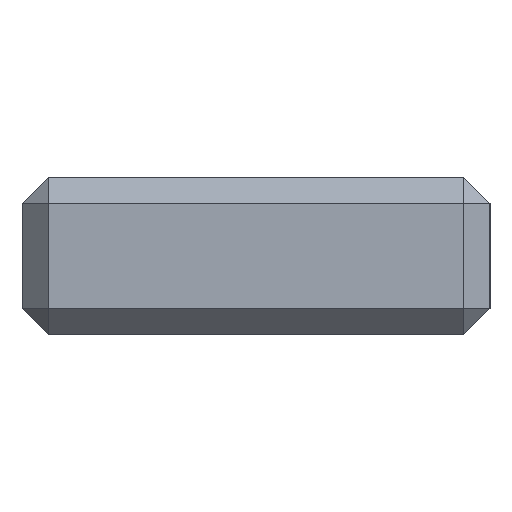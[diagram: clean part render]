
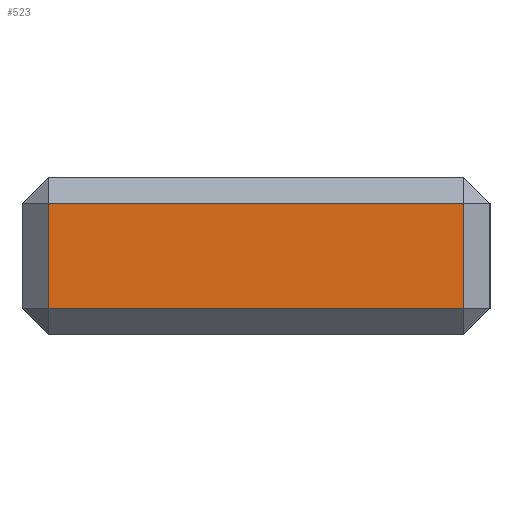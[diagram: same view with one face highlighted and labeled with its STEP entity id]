
A CAD part, left-side view. The second image highlights one B-rep face of the part: STEP entity #523.
In plain terms, the highlighted planar face has unit normal (-1, 0, 0).
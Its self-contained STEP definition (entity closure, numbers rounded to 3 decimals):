
#44 = PLANE('',#45);
#45 = AXIS2_PLACEMENT_3D('',#46,#47,#48);
#46 = CARTESIAN_POINT('',(0.35,-6.25,0.));
#47 = DIRECTION('',(-0.707,0.707,0.));
#48 = DIRECTION('',(-0.,-0.,-1.));
#143 = VERTEX_POINT('',#144);
#144 = CARTESIAN_POINT('',(0.1,-6.5,2.5));
#170 = EDGE_CURVE('',#171,#143,#173,.T.);
#171 = VERTEX_POINT('',#172);
#172 = CARTESIAN_POINT('',(0.1,-6.5,0.5));
#173 = SURFACE_CURVE('',#174,(#178,#185),.PCURVE_S1.);
#174 = LINE('',#175,#176);
#175 = CARTESIAN_POINT('',(0.1,-6.5,0.));
#176 = VECTOR('',#177,1.);
#177 = DIRECTION('',(0.,0.,1.));
#178 = PCURVE('',#44,#179);
#179 = DEFINITIONAL_REPRESENTATION('',(#180),#184);
#180 = LINE('',#181,#182);
#181 = CARTESIAN_POINT('',(-0.,0.354));
#182 = VECTOR('',#183,1.);
#183 = DIRECTION('',(-1.,0.));
#184 = ( GEOMETRIC_REPRESENTATION_CONTEXT(2) 
PARAMETRIC_REPRESENTATION_CONTEXT() REPRESENTATION_CONTEXT('2D SPACE',''
  ) );
#185 = PCURVE('',#186,#191);
#186 = PLANE('',#187);
#187 = AXIS2_PLACEMENT_3D('',#188,#189,#190);
#188 = CARTESIAN_POINT('',(0.1,-14.9,0.));
#189 = DIRECTION('',(-1.,0.,0.));
#190 = DIRECTION('',(0.,1.,0.));
#191 = DEFINITIONAL_REPRESENTATION('',(#192),#196);
#192 = LINE('',#193,#194);
#193 = CARTESIAN_POINT('',(8.4,0.));
#194 = VECTOR('',#195,1.);
#195 = DIRECTION('',(0.,-1.));
#196 = ( GEOMETRIC_REPRESENTATION_CONTEXT(2) 
PARAMETRIC_REPRESENTATION_CONTEXT() REPRESENTATION_CONTEXT('2D SPACE',''
  ) );
#480 = PLANE('',#481);
#481 = AXIS2_PLACEMENT_3D('',#482,#483,#484);
#482 = CARTESIAN_POINT('',(0.35,-14.9,0.25));
#483 = DIRECTION('',(0.707,0.,0.707));
#484 = DIRECTION('',(-0.,-1.,-0.));
#511 = PLANE('',#512);
#512 = AXIS2_PLACEMENT_3D('',#513,#514,#515);
#513 = CARTESIAN_POINT('',(0.35,-14.9,2.75));
#514 = DIRECTION('',(-0.707,0.,0.707));
#515 = DIRECTION('',(-0.,-1.,-0.));
#523 = ADVANCED_FACE('',(#524),#186,.T.);
#524 = FACE_BOUND('',#525,.T.);
#525 = EDGE_LOOP('',(#526,#527,#550,#578));
#526 = ORIENTED_EDGE('',*,*,#170,.F.);
#527 = ORIENTED_EDGE('',*,*,#528,.F.);
#528 = EDGE_CURVE('',#529,#171,#531,.T.);
#529 = VERTEX_POINT('',#530);
#530 = CARTESIAN_POINT('',(0.1,-14.4,0.5));
#531 = SURFACE_CURVE('',#532,(#536,#543),.PCURVE_S1.);
#532 = LINE('',#533,#534);
#533 = CARTESIAN_POINT('',(0.1,-14.9,0.5));
#534 = VECTOR('',#535,1.);
#535 = DIRECTION('',(0.,1.,0.));
#536 = PCURVE('',#186,#537);
#537 = DEFINITIONAL_REPRESENTATION('',(#538),#542);
#538 = LINE('',#539,#540);
#539 = CARTESIAN_POINT('',(0.,-0.5));
#540 = VECTOR('',#541,1.);
#541 = DIRECTION('',(1.,0.));
#542 = ( GEOMETRIC_REPRESENTATION_CONTEXT(2) 
PARAMETRIC_REPRESENTATION_CONTEXT() REPRESENTATION_CONTEXT('2D SPACE',''
  ) );
#543 = PCURVE('',#480,#544);
#544 = DEFINITIONAL_REPRESENTATION('',(#545),#549);
#545 = LINE('',#546,#547);
#546 = CARTESIAN_POINT('',(-0.,-0.354));
#547 = VECTOR('',#548,1.);
#548 = DIRECTION('',(-1.,0.));
#549 = ( GEOMETRIC_REPRESENTATION_CONTEXT(2) 
PARAMETRIC_REPRESENTATION_CONTEXT() REPRESENTATION_CONTEXT('2D SPACE',''
  ) );
#550 = ORIENTED_EDGE('',*,*,#551,.T.);
#551 = EDGE_CURVE('',#529,#552,#554,.T.);
#552 = VERTEX_POINT('',#553);
#553 = CARTESIAN_POINT('',(0.1,-14.4,2.5));
#554 = SURFACE_CURVE('',#555,(#559,#566),.PCURVE_S1.);
#555 = LINE('',#556,#557);
#556 = CARTESIAN_POINT('',(0.1,-14.4,0.));
#557 = VECTOR('',#558,1.);
#558 = DIRECTION('',(0.,0.,1.));
#559 = PCURVE('',#186,#560);
#560 = DEFINITIONAL_REPRESENTATION('',(#561),#565);
#561 = LINE('',#562,#563);
#562 = CARTESIAN_POINT('',(0.5,0.));
#563 = VECTOR('',#564,1.);
#564 = DIRECTION('',(0.,-1.));
#565 = ( GEOMETRIC_REPRESENTATION_CONTEXT(2) 
PARAMETRIC_REPRESENTATION_CONTEXT() REPRESENTATION_CONTEXT('2D SPACE',''
  ) );
#566 = PCURVE('',#567,#572);
#567 = PLANE('',#568);
#568 = AXIS2_PLACEMENT_3D('',#569,#570,#571);
#569 = CARTESIAN_POINT('',(0.35,-14.65,0.));
#570 = DIRECTION('',(-0.707,-0.707,0.));
#571 = DIRECTION('',(0.,0.,1.));
#572 = DEFINITIONAL_REPRESENTATION('',(#573),#577);
#573 = LINE('',#574,#575);
#574 = CARTESIAN_POINT('',(0.,0.354));
#575 = VECTOR('',#576,1.);
#576 = DIRECTION('',(1.,0.));
#577 = ( GEOMETRIC_REPRESENTATION_CONTEXT(2) 
PARAMETRIC_REPRESENTATION_CONTEXT() REPRESENTATION_CONTEXT('2D SPACE',''
  ) );
#578 = ORIENTED_EDGE('',*,*,#579,.T.);
#579 = EDGE_CURVE('',#552,#143,#580,.T.);
#580 = SURFACE_CURVE('',#581,(#585,#592),.PCURVE_S1.);
#581 = LINE('',#582,#583);
#582 = CARTESIAN_POINT('',(0.1,-14.9,2.5));
#583 = VECTOR('',#584,1.);
#584 = DIRECTION('',(0.,1.,0.));
#585 = PCURVE('',#186,#586);
#586 = DEFINITIONAL_REPRESENTATION('',(#587),#591);
#587 = LINE('',#588,#589);
#588 = CARTESIAN_POINT('',(0.,-2.5));
#589 = VECTOR('',#590,1.);
#590 = DIRECTION('',(1.,0.));
#591 = ( GEOMETRIC_REPRESENTATION_CONTEXT(2) 
PARAMETRIC_REPRESENTATION_CONTEXT() REPRESENTATION_CONTEXT('2D SPACE',''
  ) );
#592 = PCURVE('',#511,#593);
#593 = DEFINITIONAL_REPRESENTATION('',(#594),#598);
#594 = LINE('',#595,#596);
#595 = CARTESIAN_POINT('',(-0.,-0.354));
#596 = VECTOR('',#597,1.);
#597 = DIRECTION('',(-1.,0.));
#598 = ( GEOMETRIC_REPRESENTATION_CONTEXT(2) 
PARAMETRIC_REPRESENTATION_CONTEXT() REPRESENTATION_CONTEXT('2D SPACE',''
  ) );
